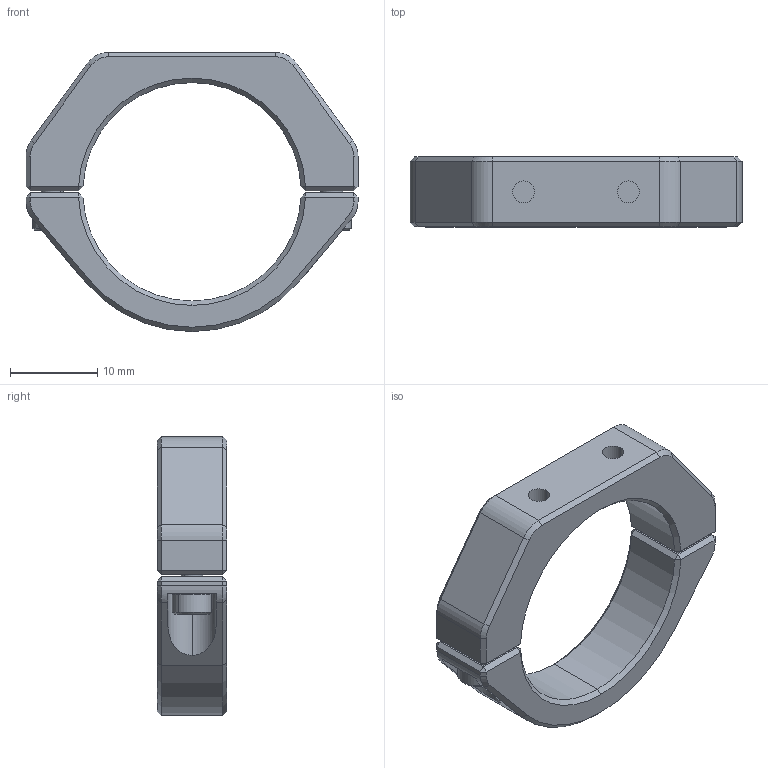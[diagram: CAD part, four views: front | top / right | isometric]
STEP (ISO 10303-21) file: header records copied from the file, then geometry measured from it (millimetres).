
FILE_DESCRIPTION (( 'STEP AP203' ), '1' );
FILE_NAME ('照明灯安装座外观.STEP', '2025-03-05T07:36:45', ( '' ), ( '' ), 'SwSTEP 2.0', 'SolidWorks 2022', '' );
FILE_SCHEMA (( 'CONFIG_CONTROL_DESIGN' ));
Length unit declared in the file: millimetre
Products named in the file (1): 照明灯安装座外观
Bounding box: 38 x 8 x 31.95 mm (x, y, z)
Volume: 3449.9 mm3; surface area: 2775.6 mm2
Topology: 1 solids, 1 shells, 166 faces, 364 edges, 210 vertices
Faces by surface type: plane 105, cone 31, cylinder 30
Entity records: 4508 total; most frequent: DIRECTION 782, CARTESIAN_POINT 774, ORIENTED_EDGE 728, EDGE_CURVE 364, AXIS2_PLACEMENT_3D 262, VECTOR 258, LINE 258, VERTEX_POINT 210
